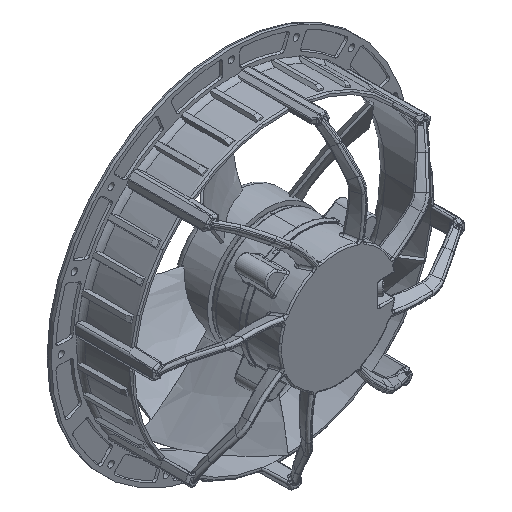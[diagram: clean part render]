
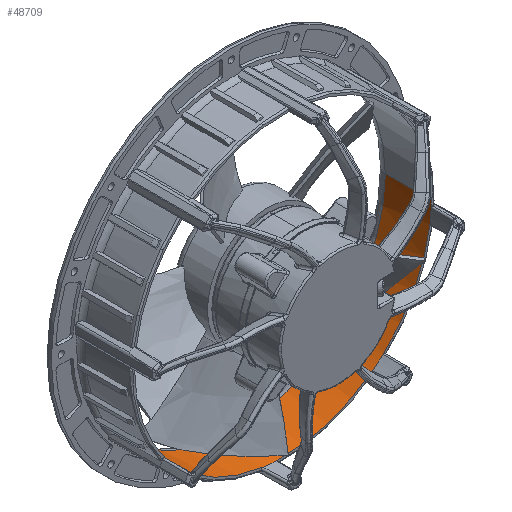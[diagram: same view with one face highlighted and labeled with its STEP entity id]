
A CAD part, isometric view. The second image highlights one B-rep face of the part: STEP entity #48709.
In plain terms, the highlighted conical face has half-angle 0.1 degrees and reference radius 102.995 mm.
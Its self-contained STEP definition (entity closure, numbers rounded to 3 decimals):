
#12140=CARTESIAN_POINT('',(0.,70.514,0.));
#12141=DIRECTION('',(0.,1.,0.));
#12142=DIRECTION('',(1.,0.,0.));
#12143=AXIS2_PLACEMENT_3D('',#12140,#12141,#12142);
#12145=CARTESIAN_POINT('',(0.,70.514,0.));
#12146=DIRECTION('',(0.,1.,0.));
#12147=DIRECTION('',(1.,0.,-0.008));
#12148=AXIS2_PLACEMENT_3D('',#12145,#12146,#12147);
#12155=CARTESIAN_POINT('',(0.,38.5,0.));
#12156=DIRECTION('',(0.,1.,0.));
#12157=DIRECTION('',(0.675,0.,-0.738));
#12158=AXIS2_PLACEMENT_3D('',#12155,#12156,#12157);
#12160=CARTESIAN_POINT('',(0.,38.5,0.));
#12161=DIRECTION('',(0.,1.,0.));
#12162=DIRECTION('',(-0.045,0.,-0.999));
#12163=AXIS2_PLACEMENT_3D('',#12160,#12161,#12162);
#12165=CARTESIAN_POINT('',(0.,38.5,0.));
#12166=DIRECTION('',(0.,1.,0.));
#12167=DIRECTION('',(-0.738,0.,-0.675));
#12168=AXIS2_PLACEMENT_3D('',#12165,#12166,#12167);
#12170=DIRECTION('',(-0.002,1.,0.));
#12171=VECTOR('',#12170,32.014);
#12172=CARTESIAN_POINT('',(-102.967,38.5,0.));
#12173=LINE('',#12172,#12171);
#12174=CARTESIAN_POINT('',(0.,38.5,0.));
#12175=DIRECTION('',(0.,1.,0.));
#12176=DIRECTION('',(0.999,0.,-0.045));
#12177=AXIS2_PLACEMENT_3D('',#12174,#12175,#12176);
#12193=CARTESIAN_POINT('',(0.,38.5,0.));
#12194=DIRECTION('',(0.,-1.,0.));
#12195=DIRECTION('',(0.675,0.,-0.738));
#12196=AXIS2_PLACEMENT_3D('',#12193,#12194,#12195);
#13269=CARTESIAN_POINT('',(0.,38.5,0.));
#13270=DIRECTION('',(0.,-1.,0.));
#13271=DIRECTION('',(0.999,0.,-0.045));
#13272=AXIS2_PLACEMENT_3D('',#13269,#13270,#13271);
#17547=CARTESIAN_POINT('',(0.,38.5,0.));
#17548=DIRECTION('',(0.,-1.,0.));
#17549=DIRECTION('',(-1.,0.,0.));
#17550=AXIS2_PLACEMENT_3D('',#17547,#17548,#17549);
#18613=CARTESIAN_POINT('',(0.,38.5,0.));
#18614=DIRECTION('',(0.,-1.,0.));
#18615=DIRECTION('',(-0.738,0.,-0.675));
#18616=AXIS2_PLACEMENT_3D('',#18613,#18614,#18615);
#19684=CARTESIAN_POINT('',(0.,38.5,0.));
#19685=DIRECTION('',(0.,-1.,0.));
#19686=DIRECTION('',(-0.045,0.,-0.999));
#19687=AXIS2_PLACEMENT_3D('',#19684,#19685,#19686);
#20708=DIRECTION('',(0.002,1.,0.));
#20709=VECTOR('',#20708,32.014);
#20710=CARTESIAN_POINT('',(102.967,38.5,0.));
#20711=LINE('',#20710,#20709);
#24226=CARTESIAN_POINT('',(-103.023,70.514,
0.));
#24227=VERTEX_POINT('',#24226);
#24229=CARTESIAN_POINT('',(103.023,70.514,
0.));
#24231=VERTEX_POINT('',#24229);
#24232=CARTESIAN_POINT('',(103.02,70.514,
-0.792));
#24233=VERTEX_POINT('',#24232);
#24234=CARTESIAN_POINT('',(69.478,38.5,
-75.994));
#24235=CARTESIAN_POINT('',(102.017,38.5,
-13.954));
#24236=VERTEX_POINT('',#24234);
#24237=VERTEX_POINT('',#24235);
#24238=CARTESIAN_POINT('',(62.27,38.5,
-82.004));
#24239=VERTEX_POINT('',#24238);
#24240=CARTESIAN_POINT('',(-4.608,38.5,
-102.864));
#24241=VERTEX_POINT('',#24240);
#24242=CARTESIAN_POINT('',(-13.954,38.5,
-102.017));
#24243=VERTEX_POINT('',#24242);
#24244=CARTESIAN_POINT('',(-75.994,38.5,
-69.478));
#24245=VERTEX_POINT('',#24244);
#24246=CARTESIAN_POINT('',(-82.004,38.5,
-62.27));
#24247=VERTEX_POINT('',#24246);
#24248=CARTESIAN_POINT('',(-102.967,38.5,
0.));
#24249=VERTEX_POINT('',#24248);
#24250=CARTESIAN_POINT('',(102.967,38.5,0.));
#24251=VERTEX_POINT('',#24250);
#24252=CARTESIAN_POINT('',(102.864,38.5,
-4.608));
#24253=VERTEX_POINT('',#24252);
#48678=CARTESIAN_POINT('',(0.,54.507,0.));
#48679=DIRECTION('',(0.,1.,0.));
#48680=DIRECTION('',(-1.,0.,0.));
#48681=AXIS2_PLACEMENT_3D('',#48678,#48679,#48680);
#48682=CONICAL_SURFACE('',#48681,102.995,0.1);
#48684=ORIENTED_EDGE('',*,*,#48683,.F.);
#48686=ORIENTED_EDGE('',*,*,#48685,.T.);
#48688=ORIENTED_EDGE('',*,*,#48687,.F.);
#48690=ORIENTED_EDGE('',*,*,#48689,.T.);
#48692=ORIENTED_EDGE('',*,*,#48691,.F.);
#48694=ORIENTED_EDGE('',*,*,#48693,.T.);
#48696=ORIENTED_EDGE('',*,*,#48695,.F.);
#48698=ORIENTED_EDGE('',*,*,#48697,.T.);
#48699=ORIENTED_EDGE('',*,*,#48672,.F.);
#48700=ORIENTED_EDGE('',*,*,#48670,.F.);
#48702=ORIENTED_EDGE('',*,*,#48701,.F.);
#48704=ORIENTED_EDGE('',*,*,#48703,.F.);
#48706=ORIENTED_EDGE('',*,*,#48705,.T.);
#48707=EDGE_LOOP('',(#48684,#48686,#48688,#48690,#48692,#48694,#48696,#48698,
#48699,#48700,#48702,#48704,#48706));
#48708=FACE_OUTER_BOUND('',#48707,.F.);
#48709=ADVANCED_FACE('',(#48708),#48682,.F.);
#12144=CIRCLE('',#12143,103.023);
#12149=CIRCLE('',#12148,103.023);
#12159=CIRCLE('',#12158,102.967);
#12164=CIRCLE('',#12163,102.967);
#12169=CIRCLE('',#12168,102.967);
#12178=CIRCLE('',#12177,102.967);
#12197=CIRCLE('',#12196,102.967);
#13273=CIRCLE('',#13272,102.967);
#17551=CIRCLE('',#17550,102.967);
#18617=CIRCLE('',#18616,102.967);
#19688=CIRCLE('',#19687,102.967);
#48670=EDGE_CURVE('',#24231,#24233,#12144,.T.);
#48672=EDGE_CURVE('',#24233,#24227,#12149,.T.);
#48683=EDGE_CURVE('',#24236,#24237,#12197,.T.);
#48685=EDGE_CURVE('',#24236,#24239,#12159,.T.);
#48687=EDGE_CURVE('',#24241,#24239,#19688,.T.);
#48689=EDGE_CURVE('',#24241,#24243,#12164,.T.);
#48691=EDGE_CURVE('',#24245,#24243,#18617,.T.);
#48693=EDGE_CURVE('',#24245,#24247,#12169,.T.);
#48695=EDGE_CURVE('',#24249,#24247,#17551,.T.);
#48697=EDGE_CURVE('',#24249,#24227,#12173,.T.);
#48701=EDGE_CURVE('',#24251,#24231,#20711,.T.);
#48703=EDGE_CURVE('',#24253,#24251,#13273,.T.);
#48705=EDGE_CURVE('',#24253,#24237,#12178,.T.);
